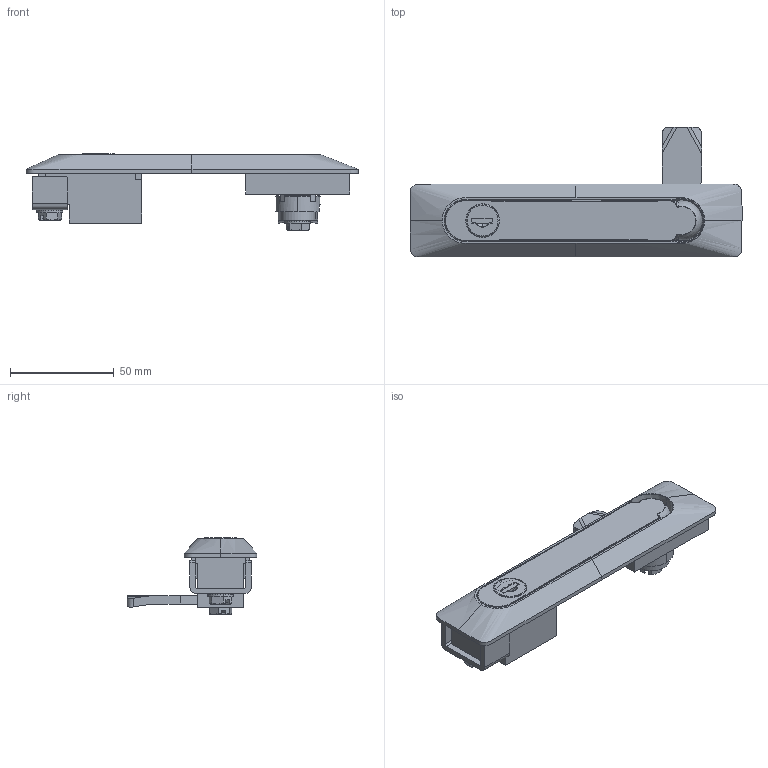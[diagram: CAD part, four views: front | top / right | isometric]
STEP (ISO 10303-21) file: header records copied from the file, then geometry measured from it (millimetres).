
FILE_DESCRIPTION (( 'STEP AP214' ), '1' );
FILE_NAME ('108.11.11.03.30.STEP', '2019-12-12T14:31:56', ( 'Mesan_IT' ), ( '' ), 'SwSTEP 2.0', 'SolidWorks 2018', '' );
FILE_SCHEMA (( 'AUTOMOTIVE_DESIGN' ));
Length unit declared in the file: millimetre
Products named in the file (5): CC=30; 108.11.11.03.42; 108.11.11.03.30
Assembly tree (2 placements, depth 2):
  CC=30
  108.11.11.03.42
  108.11.11.03.30
    108.11.11.03.42
    CC=30
Bounding box: 160 x 62.5 x 37 mm (x, y, z)
Volume: 66698 mm3; surface area: 51926.3 mm2
Topology: 15 solids, 15 shells, 1238 faces, 3364 edges, 2170 vertices
Faces by surface type: plane 746, cylinder 245, bspline 101, cone 68, torus 56, sphere 22
Entity records: 48080 total; most frequent: CARTESIAN_POINT 17772, ORIENTED_EDGE 6700, DIRECTION 5814, EDGE_CURVE 3350, VERTEX_POINT 2170, AXIS2_PLACEMENT_3D 2001, VECTOR 1812, LINE 1812
